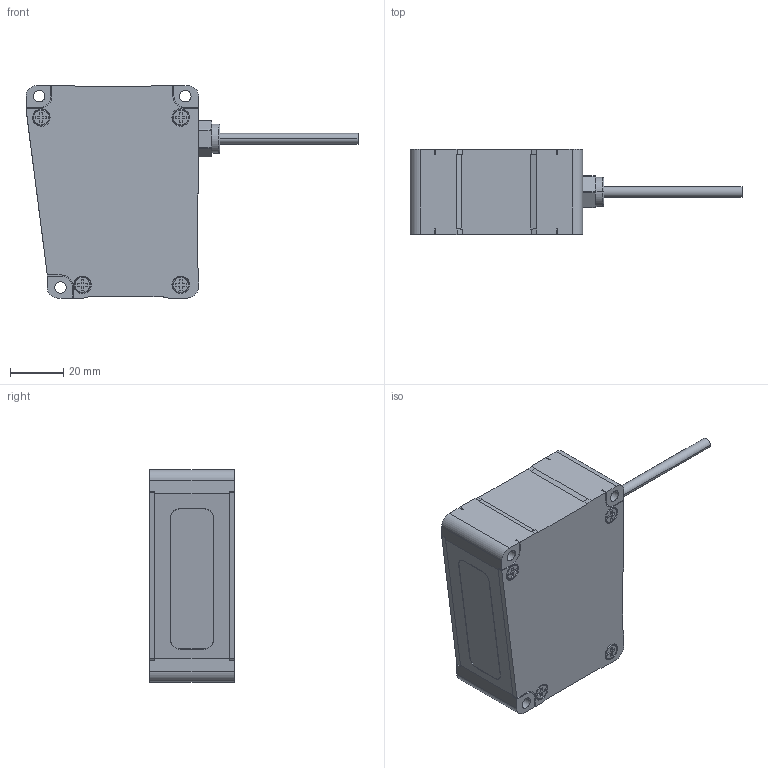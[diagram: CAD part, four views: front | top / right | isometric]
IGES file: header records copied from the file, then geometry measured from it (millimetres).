
Start section:  PTC IGES file: 150311.igs
Global section: file name: 150311.igs; native system: Pro/ENGINEER by Parametric Technology Corporation; preprocessor: 2009141; author: banengservice; organization: Unknown; date: 20101208.121446; units: inch
Bounding box: 125 x 32 x 80.1 mm (x, y, z)
Volume: 154322 mm3; surface area: 21632.4 mm2
Topology: 1 solids, 1 shells, 299 faces, 794 edges, 520 vertices
Faces by surface type: bspline 219, revolution 80
